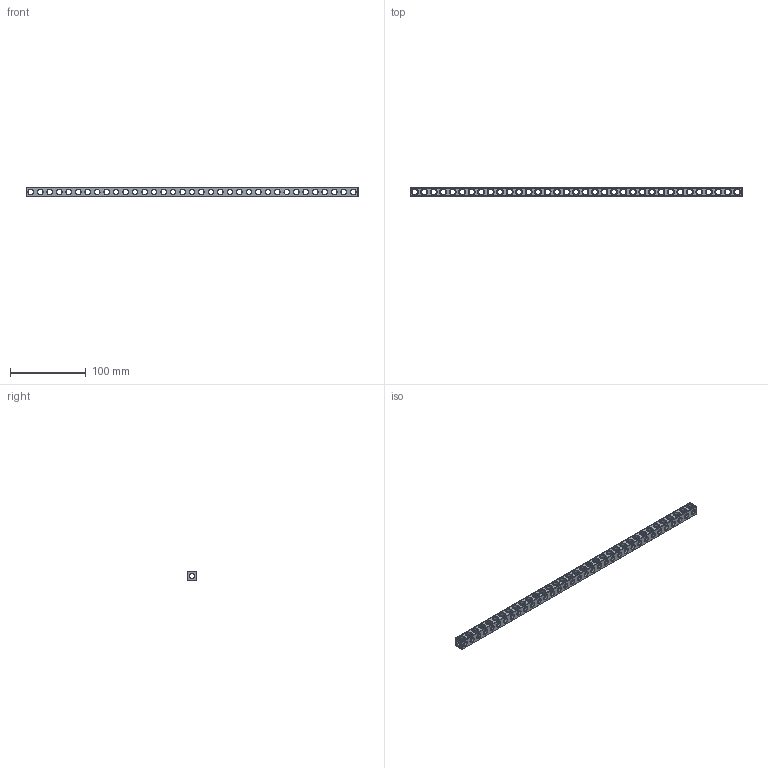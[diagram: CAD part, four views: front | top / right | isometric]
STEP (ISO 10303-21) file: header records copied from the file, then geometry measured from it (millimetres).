
FILE_DESCRIPTION(('FreeCAD Model'),'2;1');
FILE_NAME('Open CASCADE Shape Model','2021-05-30T21:06:03',( 'Paulo Kiefe'),('STEMFIE.org'),'Open CASCADE STEP processor 7.4', 'FreeCAD','Unknown');
FILE_SCHEMA(('AUTOMOTIVE_DESIGN { 1 0 10303 214 1 1 1 1 }'));
Products named in the file (1): Beam_STR_ESS_BU35x01x01_-_SPN-BEM-0072_(stemfie.org)
Bounding box: 437.5 x 12.5 x 12.5 mm (x, y, z)
Volume: 34167.1 mm3; surface area: 30558.1 mm2
Topology: 1 solids, 1 shells, 831 faces, 2701 edges, 1800 vertices
Faces by surface type: plane 372, cylinder 211, cone 142, extrusion 106
Full cylindrical faces by diameter (mm): 7 x176, 9.2 x35
Entity records: 77507 total; most frequent: CARTESIAN_POINT 26858, DIRECTION 8609, ORIENTED_EDGE 5402, PCURVE 5402, DEFINITIONAL_REPRESENTATION 5402, VECTOR 4803, LINE 4697, EDGE_CURVE 2701
